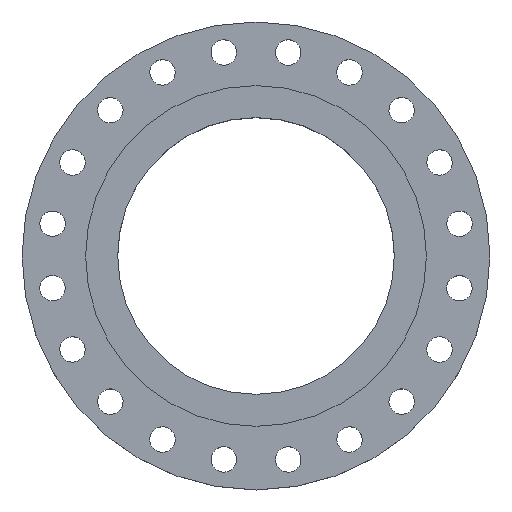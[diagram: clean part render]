
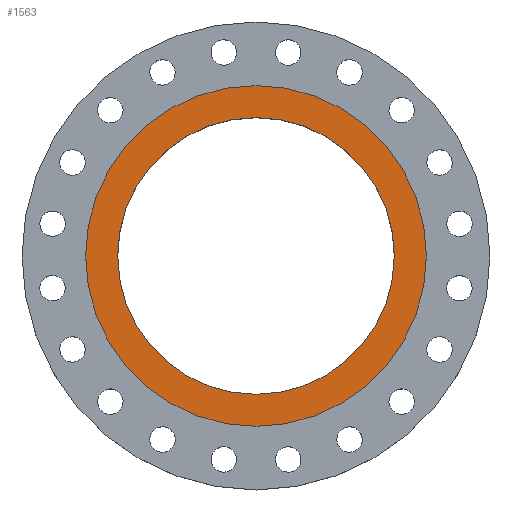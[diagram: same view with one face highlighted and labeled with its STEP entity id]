
A CAD part, top view. The second image highlights one B-rep face of the part: STEP entity #1563.
In plain terms, the highlighted planar face has unit normal (0, 0, 1).
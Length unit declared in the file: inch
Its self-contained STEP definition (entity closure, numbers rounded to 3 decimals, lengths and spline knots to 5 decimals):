
#70 = EDGE_LOOP ( 'NONE', ( #1582, #481 ) ) ;
#125 = PLANE ( 'NONE',  #1737 ) ;
#151 = VERTEX_POINT ( 'NONE', #1416 ) ;
#272 = FACE_OUTER_BOUND ( 'NONE', #70, .T. ) ;
#273 = DIRECTION ( 'NONE',  ( 1., 0., 0. ) ) ;
#333 = DIRECTION ( 'NONE',  ( 0., 0., 1. ) ) ;
#397 = DIRECTION ( 'NONE',  ( 0., 0., 1. ) ) ;
#433 = CARTESIAN_POINT ( 'NONE',  ( 0., 0., 0.0625 ) ) ;
#444 = DIRECTION ( 'NONE',  ( 1., 0., 0. ) ) ;
#458 = CARTESIAN_POINT ( 'NONE',  ( -8.375, 0., 0.0625 ) ) ;
#460 = VERTEX_POINT ( 'NONE', #458 ) ;
#476 = CIRCLE ( 'NONE', #1652, 6.8 ) ;
#481 = ORIENTED_EDGE ( 'NONE', *, *, #1345, .T. ) ;
#674 = AXIS2_PLACEMENT_3D ( 'NONE', #1343, #1641, #1957 ) ;
#729 = CARTESIAN_POINT ( 'NONE',  ( 6.8, 0., 0.0625 ) ) ;
#809 = VERTEX_POINT ( 'NONE', #1075 ) ;
#825 = EDGE_LOOP ( 'NONE', ( #1624, #973 ) ) ;
#834 = CIRCLE ( 'NONE', #674, 8.375 ) ;
#878 = DIRECTION ( 'NONE',  ( 1., 0., 0. ) ) ;
#951 = AXIS2_PLACEMENT_3D ( 'NONE', #1246, #397, #878 ) ;
#973 = ORIENTED_EDGE ( 'NONE', *, *, #1228, .F. ) ;
#1016 = CIRCLE ( 'NONE', #1736, 8.375 ) ;
#1040 = DIRECTION ( 'NONE',  ( 0., 0., 1. ) ) ;
#1042 = DIRECTION ( 'NONE',  ( 0., 0., 1. ) ) ;
#1049 = CIRCLE ( 'NONE', #951, 6.8 ) ;
#1075 = CARTESIAN_POINT ( 'NONE',  ( -6.8, 0., 0.0625 ) ) ;
#1153 = VERTEX_POINT ( 'NONE', #729 ) ;
#1228 = EDGE_CURVE ( 'NONE', #1153, #809, #1049, .T. ) ;
#1246 = CARTESIAN_POINT ( 'NONE',  ( 0., 0., 0.0625 ) ) ;
#1331 = CARTESIAN_POINT ( 'NONE',  ( 0., 0., 0.0625 ) ) ;
#1343 = CARTESIAN_POINT ( 'NONE',  ( 0., 0., 0.0625 ) ) ;
#1345 = EDGE_CURVE ( 'NONE', #151, #460, #1016, .T. ) ;
#1416 = CARTESIAN_POINT ( 'NONE',  ( 8.375, 0., 0.0625 ) ) ;
#1518 = EDGE_CURVE ( 'NONE', #460, #151, #834, .T. ) ;
#1563 = ADVANCED_FACE ( 'NONE', ( #1788, #272 ), #125, .T. ) ;
#1582 = ORIENTED_EDGE ( 'NONE', *, *, #1518, .T. ) ;
#1624 = ORIENTED_EDGE ( 'NONE', *, *, #1635, .F. ) ;
#1635 = EDGE_CURVE ( 'NONE', #809, #1153, #476, .T. ) ;
#1641 = DIRECTION ( 'NONE',  ( 0., 0., 1. ) ) ;
#1652 = AXIS2_PLACEMENT_3D ( 'NONE', #1833, #333, #1850 ) ;
#1736 = AXIS2_PLACEMENT_3D ( 'NONE', #1331, #1042, #273 ) ;
#1737 = AXIS2_PLACEMENT_3D ( 'NONE', #433, #1040, #444 ) ;
#1788 = FACE_BOUND ( 'NONE', #825, .T. ) ;
#1833 = CARTESIAN_POINT ( 'NONE',  ( 0., 0., 0.0625 ) ) ;
#1850 = DIRECTION ( 'NONE',  ( 1., 0., 0. ) ) ;
#1957 = DIRECTION ( 'NONE',  ( 1., 0., 0. ) ) ;
